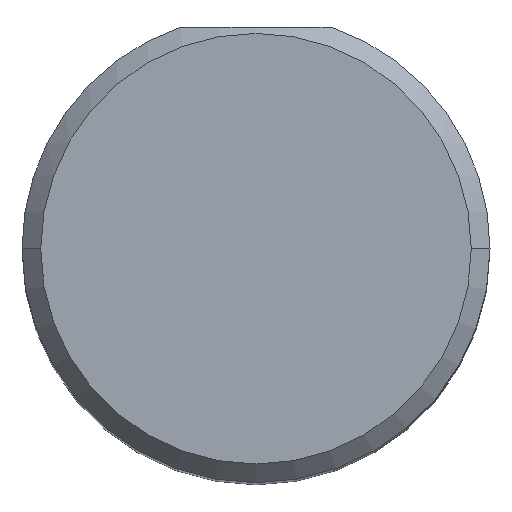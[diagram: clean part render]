
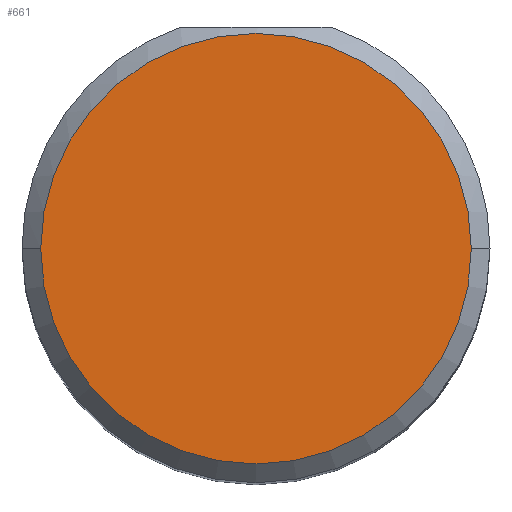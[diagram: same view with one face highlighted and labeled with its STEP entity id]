
A CAD part, top view. The second image highlights one B-rep face of the part: STEP entity #661.
In plain terms, the highlighted planar face has unit normal (0, 0, 1).
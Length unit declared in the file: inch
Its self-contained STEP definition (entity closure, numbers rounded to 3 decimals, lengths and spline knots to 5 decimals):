
#59 = CARTESIAN_POINT ( 'NONE',  ( -0.1725, 0., 2.5 ) ) ;
#128 = EDGE_CURVE ( 'NONE', #852, #437, #956, .T. ) ;
#264 = AXIS2_PLACEMENT_3D ( 'NONE', #543, #1125, #550 ) ;
#285 = AXIS2_PLACEMENT_3D ( 'NONE', #318, #1511, #342 ) ;
#318 = CARTESIAN_POINT ( 'NONE',  ( 0., 0., 2.5 ) ) ;
#342 = DIRECTION ( 'NONE',  ( 1., 0., 0. ) ) ;
#425 = EDGE_CURVE ( 'NONE', #437, #852, #727, .T. ) ;
#437 = VERTEX_POINT ( 'NONE', #59 ) ;
#442 = DIRECTION ( 'NONE',  ( 0., 0., 1. ) ) ;
#495 = ORIENTED_EDGE ( 'NONE', *, *, #425, .T. ) ;
#543 = CARTESIAN_POINT ( 'NONE',  ( 0., 0., 2.5 ) ) ;
#550 = DIRECTION ( 'NONE',  ( 1., 0., 0. ) ) ;
#661 = ADVANCED_FACE ( 'NONE', ( #1392 ), #696, .T. ) ;
#696 = PLANE ( 'NONE',  #285 ) ;
#727 = CIRCLE ( 'NONE', #264, 0.1725 ) ;
#852 = VERTEX_POINT ( 'NONE', #931 ) ;
#886 = ORIENTED_EDGE ( 'NONE', *, *, #128, .T. ) ;
#914 = EDGE_LOOP ( 'NONE', ( #495, #886 ) ) ;
#931 = CARTESIAN_POINT ( 'NONE',  ( 0.1725, 0., 2.5 ) ) ;
#956 = CIRCLE ( 'NONE', #1481, 0.1725 ) ;
#1125 = DIRECTION ( 'NONE',  ( 0., 0., 1. ) ) ;
#1353 = CARTESIAN_POINT ( 'NONE',  ( 0., 0., 2.5 ) ) ;
#1374 = DIRECTION ( 'NONE',  ( 1., 0., 0. ) ) ;
#1392 = FACE_OUTER_BOUND ( 'NONE', #914, .T. ) ;
#1481 = AXIS2_PLACEMENT_3D ( 'NONE', #1353, #442, #1374 ) ;
#1511 = DIRECTION ( 'NONE',  ( 0., 0., 1. ) ) ;
